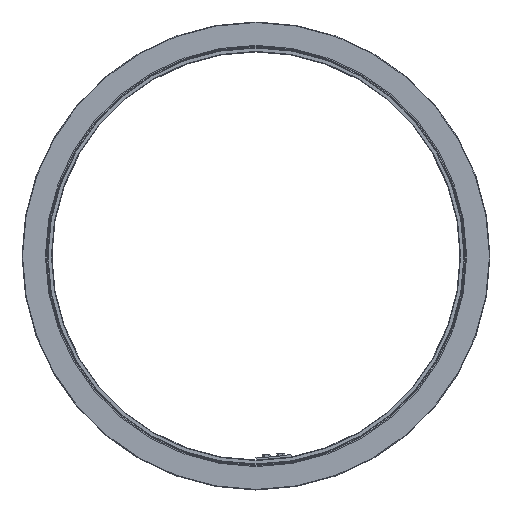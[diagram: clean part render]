
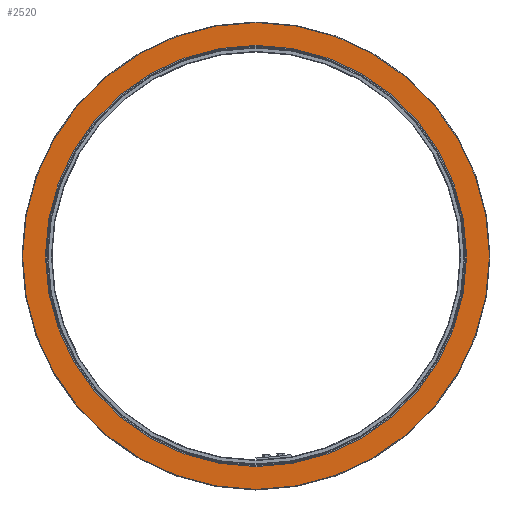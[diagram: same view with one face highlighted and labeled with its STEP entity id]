
A CAD part, top view. The second image highlights one B-rep face of the part: STEP entity #2520.
In plain terms, the highlighted planar face has unit normal (0, 0, 1).
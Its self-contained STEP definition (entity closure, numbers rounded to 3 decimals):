
#122 = DIRECTION ( 'NONE',  ( 0., 0., 1. ) ) ;
#260 = CIRCLE ( 'NONE', #3531, 405. ) ;
#361 = VERTEX_POINT ( 'NONE', #2996 ) ;
#525 = DIRECTION ( 'NONE',  ( 0., 0., 1. ) ) ;
#691 = ORIENTED_EDGE ( 'NONE', *, *, #3132, .F. ) ;
#901 = DIRECTION ( 'NONE',  ( 0., 0., -1. ) ) ;
#1230 = AXIS2_PLACEMENT_3D ( 'NONE', #2816, #901, #3489 ) ;
#1599 = ORIENTED_EDGE ( 'NONE', *, *, #2156, .T. ) ;
#1918 = FACE_BOUND ( 'NONE', #2307, .T. ) ;
#2035 = CARTESIAN_POINT ( 'NONE',  ( 405., 0., 32.5 ) ) ;
#2047 = CARTESIAN_POINT ( 'NONE',  ( 0., 0., 32.5 ) ) ;
#2088 = EDGE_LOOP ( 'NONE', ( #1599 ) ) ;
#2116 = VERTEX_POINT ( 'NONE', #2035 ) ;
#2156 = EDGE_CURVE ( 'NONE', #361, #361, #2589, .T. ) ;
#2167 = PLANE ( 'NONE',  #1230 ) ;
#2307 = EDGE_LOOP ( 'NONE', ( #691 ) ) ;
#2355 = AXIS2_PLACEMENT_3D ( 'NONE', #2047, #122, #3025 ) ;
#2424 = FACE_OUTER_BOUND ( 'NONE', #2088, .T. ) ;
#2520 = ADVANCED_FACE ( 'NONE', ( #2424, #1918 ), #2167, .F. ) ;
#2589 = CIRCLE ( 'NONE', #2355, 449. ) ;
#2599 = DIRECTION ( 'NONE',  ( 1., 0., 0. ) ) ;
#2816 = CARTESIAN_POINT ( 'NONE',  ( -405., 0., 32.5 ) ) ;
#2996 = CARTESIAN_POINT ( 'NONE',  ( -449., 0., 32.5 ) ) ;
#3025 = DIRECTION ( 'NONE',  ( -1., 0., 0. ) ) ;
#3132 = EDGE_CURVE ( 'NONE', #2116, #2116, #260, .T. ) ;
#3230 = CARTESIAN_POINT ( 'NONE',  ( 0., 0., 32.5 ) ) ;
#3489 = DIRECTION ( 'NONE',  ( -1., 0., 0. ) ) ;
#3531 = AXIS2_PLACEMENT_3D ( 'NONE', #3230, #525, #2599 ) ;
